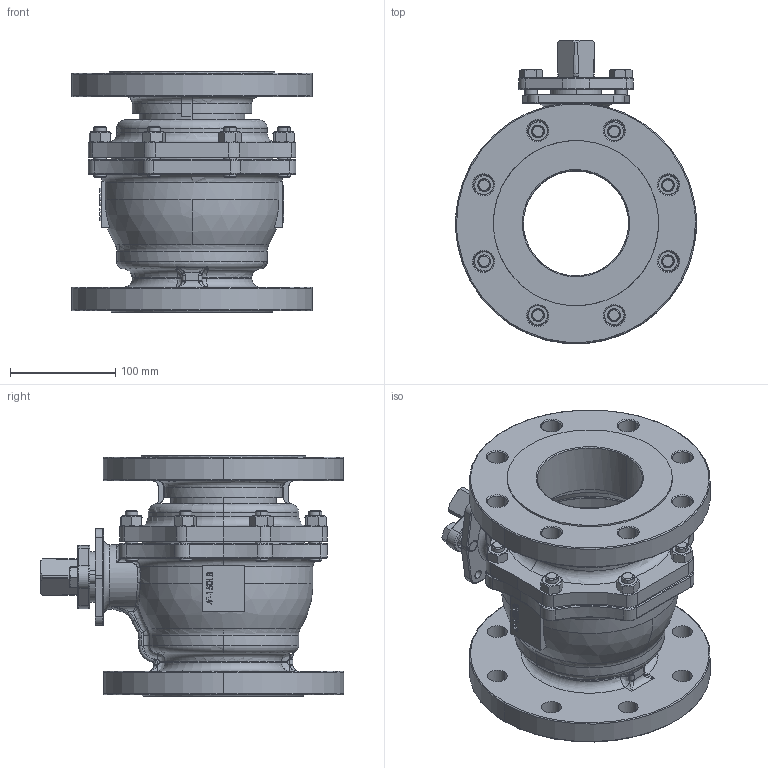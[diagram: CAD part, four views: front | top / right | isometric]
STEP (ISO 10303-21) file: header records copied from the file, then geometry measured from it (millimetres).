
FILE_DESCRIPTION (( 'STEP AP214' ), '1' );
FILE_NAME ('FM-F1-0400-XXX.step', '2019-10-30T12:38:49', ( '' ), ( '' ), 'SwSTEP 2.0', 'SolidWorks 2019', '' );
FILE_SCHEMA (( 'AUTOMOTIVE_DESIGN' ));
Length unit declared in the file: inch
Products named in the file (1): FM-F1-0400-XXX
Bounding box: 229 x 288.17 x 229 mm (x, y, z)
Surface area: 442869.9 mm2 (no closed solid volume)
Topology: 0 solids, 33 shells, 724 faces, 2016 edges, 1297 vertices
Faces by surface type: cylinder 208, plane 204, cone 120, torus 105, bspline 81, sphere 6
Entity records: 54930 total; most frequent: CARTESIAN_POINT 31561, ORIENTED_EDGE 3543, EDGE_CURVE 2002, B_SPLINE_CURVE_WITH_KNOTS 1915, DIRECTION 1356, VERTEX_POINT 1297, EDGE_LOOP 825, UNCERTAINTY_MEASURE_WITH_UNIT 726
